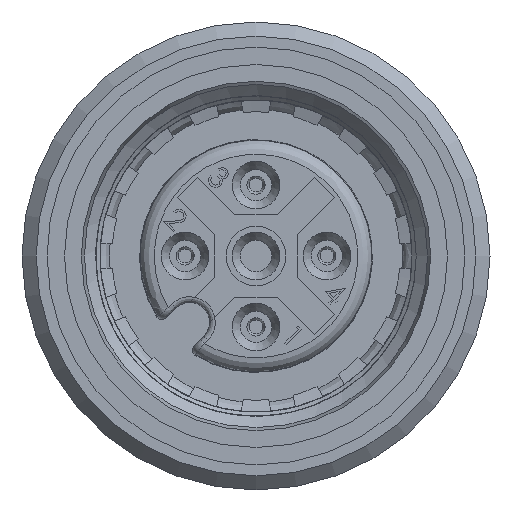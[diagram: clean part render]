
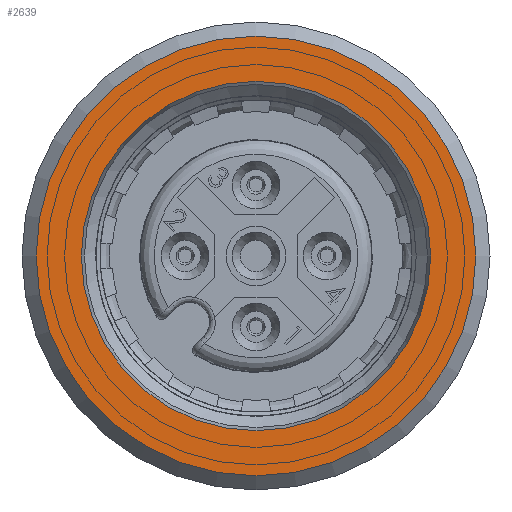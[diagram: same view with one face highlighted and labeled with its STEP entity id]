
A CAD part, left-side view. The second image highlights one B-rep face of the part: STEP entity #2639.
In plain terms, the highlighted face is planar.
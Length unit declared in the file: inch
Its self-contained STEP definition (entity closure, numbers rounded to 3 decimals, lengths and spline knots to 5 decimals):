
#429 = ORIENTED_EDGE ( 'NONE', *, *, #16249, .T. ) ;
#1591 = EDGE_LOOP ( 'NONE', ( #23439 ) ) ;
#1736 = PLANE ( 'NONE',  #11008 ) ;
#2639 = ADVANCED_FACE ( 'NONE', ( #20089, #25734 ), #1736, .F. ) ;
#3508 = CIRCLE ( 'NONE', #14034, 0.30511 ) ;
#3978 = DIRECTION ( 'NONE',  ( -1., 0., 0. ) ) ;
#5669 = DIRECTION ( 'NONE',  ( 1., 0., 0. ) ) ;
#7118 = EDGE_LOOP ( 'NONE', ( #429 ) ) ;
#7488 = VERTEX_POINT ( 'NONE', #20968 ) ;
#8277 = CARTESIAN_POINT ( 'NONE',  ( 1.76378, 0., 0. ) ) ;
#10377 = DIRECTION ( 'NONE',  ( 0., 0., 1. ) ) ;
#11008 = AXIS2_PLACEMENT_3D ( 'NONE', #16525, #3978, #18611 ) ;
#13680 = VERTEX_POINT ( 'NONE', #14576 ) ;
#13734 = CIRCLE ( 'NONE', #21107, 0.2424 ) ;
#14034 = AXIS2_PLACEMENT_3D ( 'NONE', #8277, #22976, #10377 ) ;
#14576 = CARTESIAN_POINT ( 'NONE',  ( 1.76378, 0., -0.2424 ) ) ;
#14852 = EDGE_CURVE ( 'NONE', #13680, #13680, #13734, .T. ) ;
#16249 = EDGE_CURVE ( 'NONE', #7488, #7488, #3508, .T. ) ;
#16525 = CARTESIAN_POINT ( 'NONE',  ( 1.76378, 0.30877, -0.30877 ) ) ;
#18185 = CARTESIAN_POINT ( 'NONE',  ( 1.76378, 0., 0. ) ) ;
#18611 = DIRECTION ( 'NONE',  ( 0., -1., 0. ) ) ;
#20089 = FACE_BOUND ( 'NONE', #1591, .T. ) ;
#20272 = DIRECTION ( 'NONE',  ( 0., 0., -1. ) ) ;
#20968 = CARTESIAN_POINT ( 'NONE',  ( 1.76378, 0., 0.30511 ) ) ;
#21107 = AXIS2_PLACEMENT_3D ( 'NONE', #18185, #5669, #20272 ) ;
#22976 = DIRECTION ( 'NONE',  ( 1., 0., 0. ) ) ;
#23439 = ORIENTED_EDGE ( 'NONE', *, *, #14852, .F. ) ;
#25734 = FACE_OUTER_BOUND ( 'NONE', #7118, .T. ) ;
